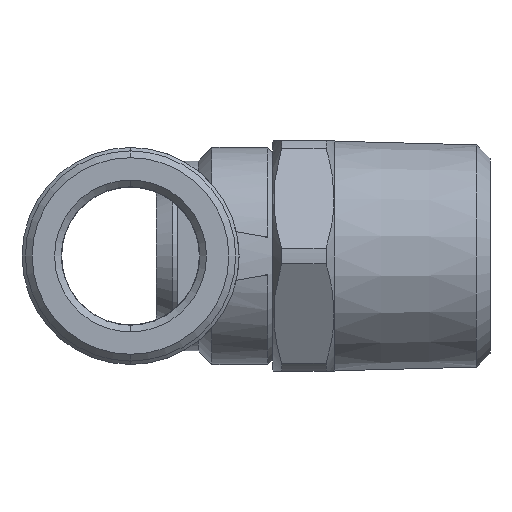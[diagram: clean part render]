
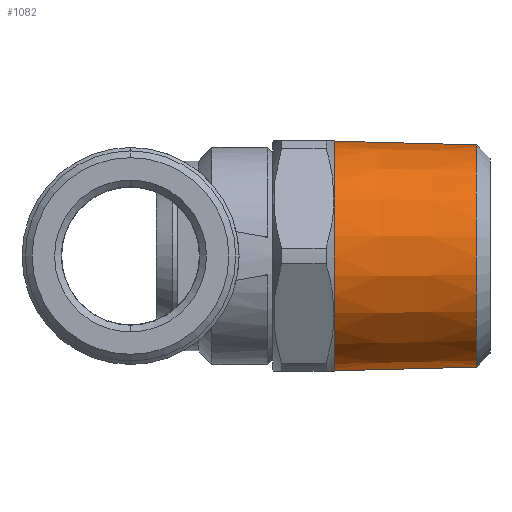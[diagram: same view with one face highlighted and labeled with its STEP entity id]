
A CAD part, left-side view. The second image highlights one B-rep face of the part: STEP entity #1082.
In plain terms, the highlighted conical face has half-angle 1.47 degrees and reference radius 8.462 mm.
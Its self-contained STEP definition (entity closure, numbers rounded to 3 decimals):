
#171 = VERTEX_POINT ( 'NONE', #2152 ) ;
#179 = VERTEX_POINT ( 'NONE', #2219 ) ;
#188 = EDGE_CURVE ( 'NONE', #200, #189, #2224, .T. ) ;
#189 = VERTEX_POINT ( 'NONE', #2243 ) ;
#200 = VERTEX_POINT ( 'NONE', #2349 ) ;
#212 = EDGE_CURVE ( 'NONE', #179, #171, #2365, .T. ) ;
#257 = EDGE_CURVE ( 'NONE', #171, #189, #3040, .T. ) ;
#314 = ORIENTED_EDGE ( 'NONE', *, *, #212, .T. ) ;
#318 = ORIENTED_EDGE ( 'NONE', *, *, #257, .T. ) ;
#1082 = ADVANCED_FACE ( 'NONE', ( #1373 ), #1371, .T. ) ;
#1083 = EDGE_LOOP ( 'NONE', ( #1108, #1109, #314, #318 ) ) ;
#1108 = ORIENTED_EDGE ( 'NONE', *, *, #188, .F. ) ;
#1109 = ORIENTED_EDGE ( 'NONE', *, *, #1110, .F. ) ;
#1110 = EDGE_CURVE ( 'NONE', #179, #200, #2330, .T. ) ;
#1349 = DIRECTION ( 'NONE',  ( 0., 0., 1. ) ) ;
#1350 = DIRECTION ( 'NONE',  ( 0., 1., 0. ) ) ;
#1351 = AXIS2_PLACEMENT_3D ( 'NONE', #1388, #1350, #1349 ) ;
#1371 = CONICAL_SURFACE ( 'NONE', #1351, 8.462, 0.026 ) ;
#1373 = FACE_OUTER_BOUND ( 'NONE', #1083, .T. ) ;
#1388 = CARTESIAN_POINT ( 'NONE',  ( 0., -15., 0. ) ) ;
#2152 = CARTESIAN_POINT ( 'NONE',  ( 0., -15., 8.462 ) ) ;
#2219 = CARTESIAN_POINT ( 'NONE',  ( 0., -25.5, 8.192 ) ) ;
#2221 = DIRECTION ( 'NONE',  ( 0., 1., -0.026 ) ) ;
#2222 = VECTOR ( 'NONE', #2221, 1000. ) ;
#2223 = CARTESIAN_POINT ( 'NONE',  ( 0., -15., -8.462 ) ) ;
#2224 = LINE ( 'NONE', #2223, #2222 ) ;
#2243 = CARTESIAN_POINT ( 'NONE',  ( 0., -15., -8.462 ) ) ;
#2326 = DIRECTION ( 'NONE',  ( 0., 0., -1. ) ) ;
#2327 = DIRECTION ( 'NONE',  ( 0., -1., 0. ) ) ;
#2328 = CARTESIAN_POINT ( 'NONE',  ( 0., -25.5, 0. ) ) ;
#2329 = AXIS2_PLACEMENT_3D ( 'NONE', #2328, #2327, #2326 ) ;
#2330 = CIRCLE ( 'NONE', #2329, 8.192 ) ;
#2349 = CARTESIAN_POINT ( 'NONE',  ( 0., -25.5, -8.192 ) ) ;
#2365 = LINE ( 'NONE', #2385, #2384 ) ;
#2383 = DIRECTION ( 'NONE',  ( 0., 1., 0.026 ) ) ;
#2384 = VECTOR ( 'NONE', #2383, 1000. ) ;
#2385 = CARTESIAN_POINT ( 'NONE',  ( 0., -15., 8.462 ) ) ;
#3040 = CIRCLE ( 'NONE', #3048, 8.462 ) ;
#3045 = DIRECTION ( 'NONE',  ( 0., 0., -1. ) ) ;
#3046 = DIRECTION ( 'NONE',  ( 0., -1., 0. ) ) ;
#3047 = CARTESIAN_POINT ( 'NONE',  ( 0., -15., 0. ) ) ;
#3048 = AXIS2_PLACEMENT_3D ( 'NONE', #3047, #3046, #3045 ) ;
